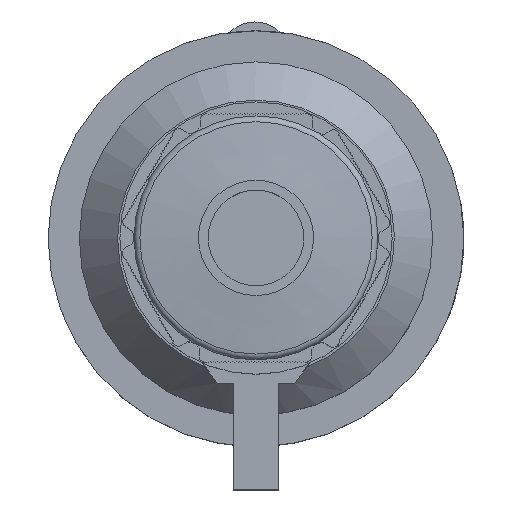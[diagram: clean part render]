
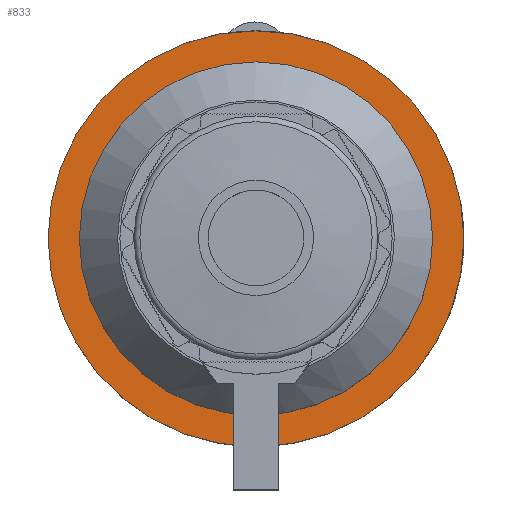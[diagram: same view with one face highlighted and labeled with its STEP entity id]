
A CAD part, top view. The second image highlights one B-rep face of the part: STEP entity #833.
In plain terms, the highlighted planar face has unit normal (0, 0, 1).
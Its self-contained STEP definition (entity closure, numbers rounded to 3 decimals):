
#247=FACE_BOUND('',#2200,.T.);
#248=FACE_BOUND('',#2201,.T.);
#379=CIRCLE('',#9833,32.3);
#397=CIRCLE('',#9869,27.45);
#833=ADVANCED_FACE('',(#247,#248),#1279,.T.);
#1279=PLANE('',#9870);
#2200=EDGE_LOOP('',(#4638));
#2201=EDGE_LOOP('',(#4639));
#4638=ORIENTED_EDGE('',*,*,#6957,.T.);
#4639=ORIENTED_EDGE('',*,*,#6888,.F.);
#5644=VERTEX_POINT('',#14620);
#5700=VERTEX_POINT('',#14774);
#6888=EDGE_CURVE('',#5644,#5644,#379,.T.);
#6957=EDGE_CURVE('',#5700,#5700,#397,.T.);
#9833=AXIS2_PLACEMENT_3D('',#14619,#11950,#11951);
#9869=AXIS2_PLACEMENT_3D('',#14773,#12070,#12071);
#9870=AXIS2_PLACEMENT_3D('',#14775,#12072,#12073);
#11950=DIRECTION('',(0.,0.,-1.));
#11951=DIRECTION('',(-1.,0.,0.));
#12070=DIRECTION('',(0.,0.,-1.));
#12071=DIRECTION('',(-1.,0.,0.));
#12072=DIRECTION('',(0.,0.,1.));
#12073=DIRECTION('',(1.,0.,0.));
#14619=CARTESIAN_POINT('',(0.,0.,51.5));
#14620=CARTESIAN_POINT('',(-32.3,0.,51.5));
#14773=CARTESIAN_POINT('',(0.,0.,51.5));
#14774=CARTESIAN_POINT('',(-27.45,0.,51.5));
#14775=CARTESIAN_POINT('',(0.,32.3,51.5));
